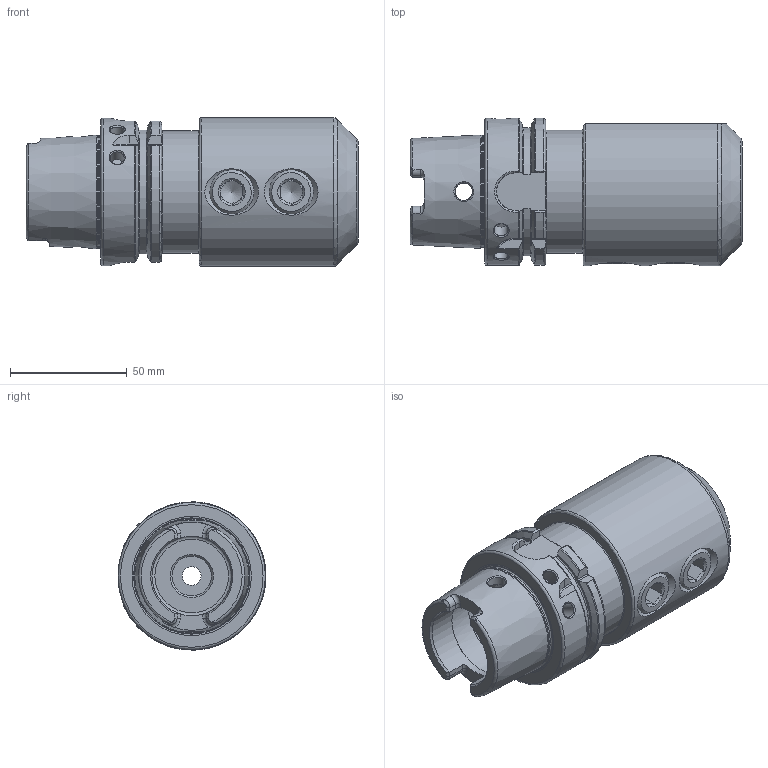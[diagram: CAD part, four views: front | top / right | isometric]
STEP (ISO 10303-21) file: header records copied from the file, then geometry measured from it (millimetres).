
FILE_DESCRIPTION(/* description */ (''),/* implementation_level */ '2;1');
FILE_NAME(/* name */ 'HSK63A-SLA1.25-4.33.stp',/* time_stamp */ '2022-02-27T10:32:37+08:00',/* author */ ('Administrator'),/* organization */ (''),/* preprocessor_version */ 'ST-DEVELOPER v18.1',/* originating_system */ 'Autodesk Inventor 2022',/* authorisation */ '');
FILE_SCHEMA (('AUTOMOTIVE_DESIGN { 1 0 10303 214 3 1 1 }'));
Length unit declared in the file: millimetre
Products named in the file (3): HSK63A-SLA1.25-4; HSK63A-SLA1.25-4.33; 3-4-16UNF-15.875
Assembly tree (3 placements, depth 2):
  HSK63A-SLA1.25-4
    HSK63A-SLA1.25-4.33
    3-4-16UNF-15.875  x2
Bounding box: 141.98 x 63.25 x 63.45 mm (x, y, z)
Volume: 251143.5 mm3; surface area: 51571 mm2
Topology: 3 solids, 3 shells, 228 faces, 599 edges, 384 vertices
Faces by surface type: plane 94, cylinder 48, cone 35, torus 33, bspline 18
Full cylindrical faces by diameter (mm): 6 x4, 7.5 x1, 8 x1, 9.525 x2, 10 x1, 16.917 x1, 17.4 x2, 19 x1, 19.05 x2, 19.5 x2, 31.75 x1, 32.75 x1, 34 x2, 40 x1, 48.041 x1, 52.5 x1, 63 x1
Entity records: 8277 total; most frequent: CARTESIAN_POINT 3308, ORIENTED_EDGE 1082, DIRECTION 953, EDGE_CURVE 541, AXIS2_PLACEMENT_3D 377, VERTEX_POINT 348, EDGE_LOOP 225, FACE_OUTER_BOUND 206
